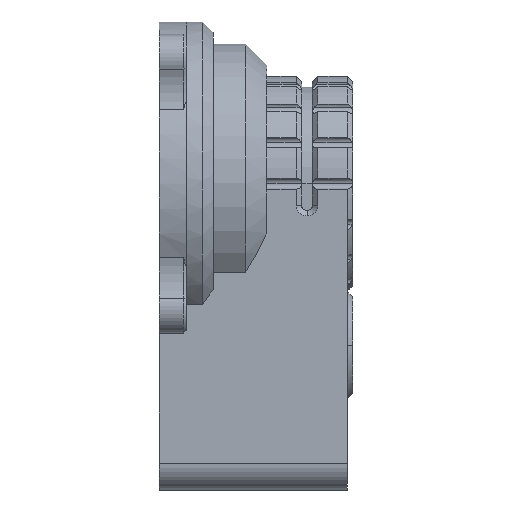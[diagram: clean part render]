
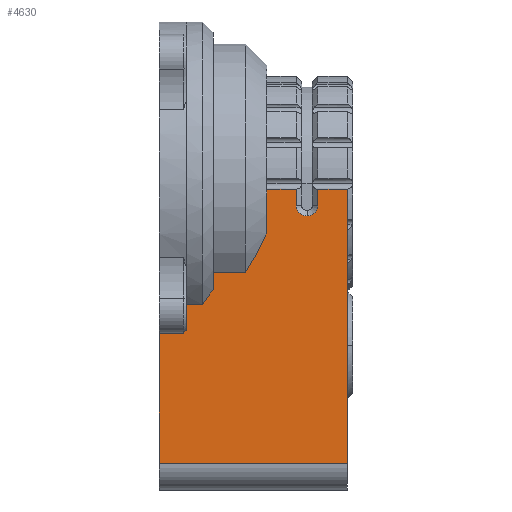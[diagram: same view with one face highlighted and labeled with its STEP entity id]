
A CAD part, left-side view. The second image highlights one B-rep face of the part: STEP entity #4630.
In plain terms, the highlighted planar face has unit normal (-1, 0, 0).
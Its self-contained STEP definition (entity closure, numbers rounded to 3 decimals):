
#3210=CARTESIAN_POINT('',(-20.,8.,-52.));
#3211=VERTEX_POINT('',#3210);
#3219=CARTESIAN_POINT('',(-20.,8.,-26.808));
#3220=VERTEX_POINT('',#3219);
#3221=CARTESIAN_POINT('',(-20.,8.,-52.));
#3222=DIRECTION('',(-0.,0.,1.));
#3223=VECTOR('',#3222,25.192);
#3224=LINE('',#3221,#3223);
#3225=EDGE_CURVE('',#3211,#3220,#3224,.T.);
#3527=CARTESIAN_POINT('',(-20.,-12.,-1.));
#3528=VERTEX_POINT('',#3527);
#3529=CARTESIAN_POINT('',(-20.,-12.,-9.165));
#3530=VERTEX_POINT('',#3529);
#3531=CARTESIAN_POINT('',(-20.,-12.,-1.));
#3532=DIRECTION('',(-0.,-0.,-1.));
#3533=VECTOR('',#3532,8.165);
#3534=LINE('',#3531,#3533);
#3535=EDGE_CURVE('',#3528,#3530,#3534,.T.);
#3813=CARTESIAN_POINT('',(-20.,-27.,-1.));
#3814=VERTEX_POINT('',#3813);
#3822=CARTESIAN_POINT('',(-20.,-27.,-52.));
#3823=VERTEX_POINT('',#3822);
#3824=CARTESIAN_POINT('',(-20.,-27.,-1.));
#3825=DIRECTION('',(0.,-0.,-1.));
#3826=VECTOR('',#3825,51.);
#3827=LINE('',#3824,#3826);
#3828=EDGE_CURVE('',#3814,#3823,#3827,.T.);
#4498=CARTESIAN_POINT('',(-20.,-14.1,-30.1));
#4499=DIRECTION('',(1.,0.,0.));
#4500=DIRECTION('',(0.,-1.,0.));
#4501=AXIS2_PLACEMENT_3D('',#4498,#4499,#4500);
#4502=PLANE('',#4501);
#4503=CARTESIAN_POINT('',(-20.,-21.5,-1.));
#4504=VERTEX_POINT('',#4503);
#4505=CARTESIAN_POINT('',(-20.,-27.,-1.));
#4506=DIRECTION('',(-0.,1.,-0.));
#4507=VECTOR('',#4506,5.5);
#4508=LINE('',#4505,#4507);
#4509=EDGE_CURVE('',#3814,#4504,#4508,.T.);
#4510=ORIENTED_EDGE('',*,*,#4509,.T.);
#4511=CARTESIAN_POINT('',(-20.,-21.5,-4.));
#4512=VERTEX_POINT('',#4511);
#4513=CARTESIAN_POINT('',(-20.,-21.5,-1.));
#4514=DIRECTION('',(0.,-0.,-1.));
#4515=VECTOR('',#4514,3.);
#4516=LINE('',#4513,#4515);
#4517=EDGE_CURVE('',#4504,#4512,#4516,.T.);
#4518=ORIENTED_EDGE('',*,*,#4517,.T.);
#4519=CARTESIAN_POINT('',(-20.,-19.5,-6.));
#4520=VERTEX_POINT('',#4519);
#4521=CARTESIAN_POINT('',(-20.,-19.5,-4.));
#4522=DIRECTION('',(1.,0.,0.));
#4523=DIRECTION('',(-0.,1.,0.));
#4524=AXIS2_PLACEMENT_3D('',#4521,#4522,#4523);
#4525=CIRCLE('',#4524,2.);
#4526=EDGE_CURVE('',#4512,#4520,#4525,.T.);
#4527=ORIENTED_EDGE('',*,*,#4526,.T.);
#4528=CARTESIAN_POINT('',(-20.,-17.5,-4.));
#4529=VERTEX_POINT('',#4528);
#4530=CARTESIAN_POINT('',(-20.,-19.5,-4.));
#4531=DIRECTION('',(1.,0.,0.));
#4532=DIRECTION('',(-0.,1.,0.));
#4533=AXIS2_PLACEMENT_3D('',#4530,#4531,#4532);
#4534=CIRCLE('',#4533,2.);
#4535=EDGE_CURVE('',#4520,#4529,#4534,.T.);
#4536=ORIENTED_EDGE('',*,*,#4535,.T.);
#4537=CARTESIAN_POINT('',(-20.,-17.5,-1.));
#4538=VERTEX_POINT('',#4537);
#4539=CARTESIAN_POINT('',(-20.,-17.5,-4.));
#4540=DIRECTION('',(-0.,0.,1.));
#4541=VECTOR('',#4540,3.);
#4542=LINE('',#4539,#4541);
#4543=EDGE_CURVE('',#4529,#4538,#4542,.T.);
#4544=ORIENTED_EDGE('',*,*,#4543,.T.);
#4545=CARTESIAN_POINT('',(-20.,-17.5,-1.));
#4546=DIRECTION('',(-0.,1.,-0.));
#4547=VECTOR('',#4546,5.5);
#4548=LINE('',#4545,#4547);
#4549=EDGE_CURVE('',#4538,#3528,#4548,.T.);
#4550=ORIENTED_EDGE('',*,*,#4549,.T.);
#4551=ORIENTED_EDGE('',*,*,#3535,.T.);
#4552=CARTESIAN_POINT('',(-20.,-8.,-16.613));
#4553=VERTEX_POINT('',#4552);
#4554=CARTESIAN_POINT('',(-20.,-12.,-9.165));
#4555=CARTESIAN_POINT('',(-20.,-11.457,-10.469));
#4556=CARTESIAN_POINT('',(-20.,-10.836,-11.733));
#4557=CARTESIAN_POINT('',(-20.,-10.162,-12.971));
#4558=CARTESIAN_POINT('',(-20.,-9.489,-14.209));
#4559=CARTESIAN_POINT('',(-20.,-8.762,-15.42));
#4560=CARTESIAN_POINT('',(-20.,-8.,-16.613));
#4561=B_SPLINE_CURVE_WITH_KNOTS('',3,(#4554,#4555,#4556,#4557,#4558,#4559,#4560),.UNSPECIFIED.,.F.,.F.,(4,3,4),(0.009,0.014,0.018),.UNSPECIFIED.);
#4562=EDGE_CURVE('',#3530,#4553,#4561,.T.);
#4563=ORIENTED_EDGE('',*,*,#4562,.T.);
#4564=CARTESIAN_POINT('',(-20.,-2.,-16.613));
#4565=VERTEX_POINT('',#4564);
#4566=CARTESIAN_POINT('',(-20.,-2.,-16.613));
#4567=DIRECTION('',(0.,-1.,0.));
#4568=VECTOR('',#4567,6.);
#4569=LINE('',#4566,#4568);
#4570=EDGE_CURVE('',#4565,#4553,#4569,.T.);
#4571=ORIENTED_EDGE('',*,*,#4570,.F.);
#4572=CARTESIAN_POINT('',(-20.,-2.,-19.739));
#4573=VERTEX_POINT('',#4572);
#4574=CARTESIAN_POINT('',(-20.,-2.,-16.613));
#4575=DIRECTION('',(0.,-0.,-1.));
#4576=VECTOR('',#4575,3.125);
#4577=LINE('',#4574,#4576);
#4578=EDGE_CURVE('',#4565,#4573,#4577,.T.);
#4579=ORIENTED_EDGE('',*,*,#4578,.T.);
#4580=CARTESIAN_POINT('',(-20.,-0.,-22.495));
#4581=VERTEX_POINT('',#4580);
#4582=CARTESIAN_POINT('',(-20.,-2.,-19.739));
#4583=CARTESIAN_POINT('',(-20.,-1.347,-20.667));
#4584=CARTESIAN_POINT('',(-20.,-0.68,-21.585));
#4585=CARTESIAN_POINT('',(-20.,-0.,-22.495));
#4586=B_SPLINE_CURVE_WITH_KNOTS('',3,(#4582,#4583,#4584,#4585),.UNSPECIFIED.,.F.,.F.,(4,4),(0.,0.003),.UNSPECIFIED.);
#4587=EDGE_CURVE('',#4573,#4581,#4586,.T.);
#4588=ORIENTED_EDGE('',*,*,#4587,.T.);
#4589=CARTESIAN_POINT('',(-20.,3.,-22.495));
#4590=VERTEX_POINT('',#4589);
#4591=CARTESIAN_POINT('',(-20.,3.,-22.495));
#4592=DIRECTION('',(0.,-1.,0.));
#4593=VECTOR('',#4592,3.);
#4594=LINE('',#4591,#4593);
#4595=EDGE_CURVE('',#4590,#4581,#4594,.T.);
#4596=ORIENTED_EDGE('',*,*,#4595,.F.);
#4597=CARTESIAN_POINT('',(-20.,3.,-26.282));
#4598=VERTEX_POINT('',#4597);
#4599=CARTESIAN_POINT('',(-20.,3.,-26.282));
#4600=DIRECTION('',(-0.,0.,1.));
#4601=VECTOR('',#4600,3.788);
#4602=LINE('',#4599,#4601);
#4603=EDGE_CURVE('',#4598,#4590,#4602,.T.);
#4604=ORIENTED_EDGE('',*,*,#4603,.F.);
#4605=CARTESIAN_POINT('',(-20.,3.5,-26.808));
#4606=VERTEX_POINT('',#4605);
#4607=CARTESIAN_POINT('',(-20.,3.,-26.282));
#4608=CARTESIAN_POINT('',(-20.,3.167,-26.457));
#4609=CARTESIAN_POINT('',(-20.,3.334,-26.633));
#4610=CARTESIAN_POINT('',(-20.,3.5,-26.808));
#4611=B_SPLINE_CURVE_WITH_KNOTS('',3,(#4607,#4608,#4609,#4610),.UNSPECIFIED.,.F.,.F.,(4,4),(0.,0.001),.UNSPECIFIED.);
#4612=EDGE_CURVE('',#4598,#4606,#4611,.T.);
#4613=ORIENTED_EDGE('',*,*,#4612,.T.);
#4614=CARTESIAN_POINT('',(-20.,3.5,-26.808));
#4615=DIRECTION('',(-0.,1.,-0.));
#4616=VECTOR('',#4615,4.5);
#4617=LINE('',#4614,#4616);
#4618=EDGE_CURVE('',#4606,#3220,#4617,.T.);
#4619=ORIENTED_EDGE('',*,*,#4618,.T.);
#4620=ORIENTED_EDGE('',*,*,#3225,.F.);
#4621=CARTESIAN_POINT('',(-20.,8.,-52.));
#4622=DIRECTION('',(0.,-1.,0.));
#4623=VECTOR('',#4622,35.);
#4624=LINE('',#4621,#4623);
#4625=EDGE_CURVE('',#3211,#3823,#4624,.T.);
#4626=ORIENTED_EDGE('',*,*,#4625,.T.);
#4627=ORIENTED_EDGE('',*,*,#3828,.F.);
#4628=EDGE_LOOP('',(#4510,#4518,#4527,#4536,#4544,#4550,#4551,#4563,#4571,#4579,#4588,#4596,#4604,#4613,#4619,#4620,#4626,#4627));
#4629=FACE_BOUND('',#4628,.T.);
#4630=ADVANCED_FACE('',(#4629),#4502,.F.);
